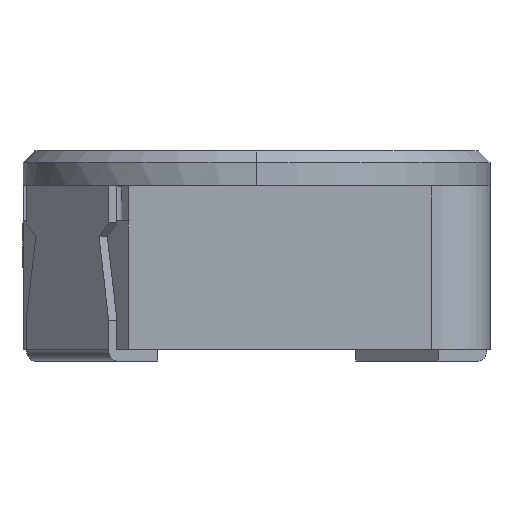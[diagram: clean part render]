
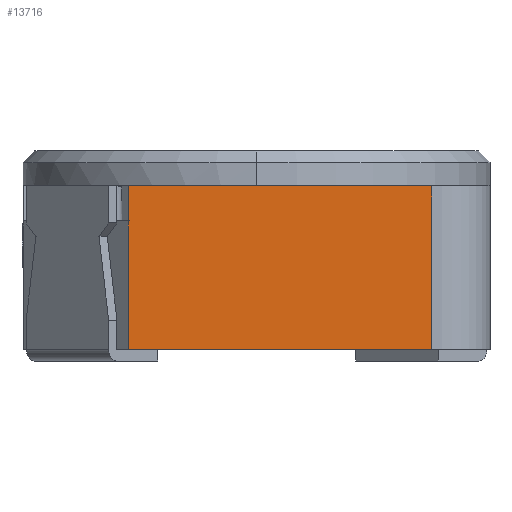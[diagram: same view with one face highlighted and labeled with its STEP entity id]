
A CAD part, left-side view. The second image highlights one B-rep face of the part: STEP entity #13716.
In plain terms, the highlighted planar face has unit normal (-1, 0, 0).
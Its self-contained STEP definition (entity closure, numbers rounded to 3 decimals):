
#1130 = VERTEX_POINT ( 'NONE', #11354 ) ;
#1245 = VECTOR ( 'NONE', #14858, 1000. ) ;
#1349 = VECTOR ( 'NONE', #18734, 1000. ) ;
#1638 = LINE ( 'NONE', #6254, #11560 ) ;
#2069 = ORIENTED_EDGE ( 'NONE', *, *, #5016, .F. ) ;
#2104 = CARTESIAN_POINT ( 'NONE',  ( -2., 2., 1.4 ) ) ;
#2192 = PLANE ( 'NONE',  #5519 ) ;
#2621 = EDGE_CURVE ( 'NONE', #1130, #3414, #19599, .T. ) ;
#2936 = EDGE_CURVE ( 'NONE', #3414, #10052, #6393, .T. ) ;
#3414 = VERTEX_POINT ( 'NONE', #9339 ) ;
#4033 = CARTESIAN_POINT ( 'NONE',  ( -2., 1.1, 1.4 ) ) ;
#4071 = CARTESIAN_POINT ( 'NONE',  ( -2., 1.1, 1.4 ) ) ;
#4409 = EDGE_LOOP ( 'NONE', ( #10462, #16835, #14951, #2069, #5436, #14065 ) ) ;
#4431 = CARTESIAN_POINT ( 'NONE',  ( -2., 1.1, 1.4 ) ) ;
#5016 = EDGE_CURVE ( 'NONE', #14609, #16858, #9840, .T. ) ;
#5436 = ORIENTED_EDGE ( 'NONE', *, *, #11814, .T. ) ;
#5519 = AXIS2_PLACEMENT_3D ( 'NONE', #11454, #14685, #11554 ) ;
#5576 = LINE ( 'NONE', #13263, #6773 ) ;
#6245 = CARTESIAN_POINT ( 'NONE',  ( -2., -1.5, 1.4 ) ) ;
#6254 = CARTESIAN_POINT ( 'NONE',  ( -2., 2., 1.4 ) ) ;
#6393 = LINE ( 'NONE', #12569, #1349 ) ;
#6773 = VECTOR ( 'NONE', #11439, 1000. ) ;
#7169 = CARTESIAN_POINT ( 'NONE',  ( -2., 0., 1.4 ) ) ;
#7887 = VERTEX_POINT ( 'NONE', #6245 ) ;
#8568 = EDGE_CURVE ( 'NONE', #10052, #7887, #5576, .T. ) ;
#9339 = CARTESIAN_POINT ( 'NONE',  ( -2., 1.1, 0. ) ) ;
#9840 = LINE ( 'NONE', #2104, #10661 ) ;
#10052 = VERTEX_POINT ( 'NONE', #15938 ) ;
#10462 = ORIENTED_EDGE ( 'NONE', *, *, #2936, .T. ) ;
#10661 = VECTOR ( 'NONE', #11372, 1000. ) ;
#11354 = CARTESIAN_POINT ( 'NONE',  ( -2., 1.1, 1.1 ) ) ;
#11372 = DIRECTION ( 'NONE',  ( 0., -1., 0. ) ) ;
#11439 = DIRECTION ( 'NONE',  ( 0., 0., 1. ) ) ;
#11454 = CARTESIAN_POINT ( 'NONE',  ( -2., 2., 1.4 ) ) ;
#11554 = DIRECTION ( 'NONE',  ( 0., 1., 0. ) ) ;
#11560 = VECTOR ( 'NONE', #12727, 1000. ) ;
#11814 = EDGE_CURVE ( 'NONE', #14609, #1130, #14720, .T. ) ;
#11888 = DIRECTION ( 'NONE',  ( 0., 0., -1. ) ) ;
#12569 = CARTESIAN_POINT ( 'NONE',  ( -2., 2., 0. ) ) ;
#12727 = DIRECTION ( 'NONE',  ( 0., -1., 0. ) ) ;
#13263 = CARTESIAN_POINT ( 'NONE',  ( -2., -1.5, 1.4 ) ) ;
#13716 = ADVANCED_FACE ( 'NONE', ( #15915 ), #2192, .F. ) ;
#14065 = ORIENTED_EDGE ( 'NONE', *, *, #2621, .T. ) ;
#14609 = VERTEX_POINT ( 'NONE', #4071 ) ;
#14685 = DIRECTION ( 'NONE',  ( 1., 0., 0. ) ) ;
#14720 = LINE ( 'NONE', #4033, #15274 ) ;
#14858 = DIRECTION ( 'NONE',  ( 0., 0., -1. ) ) ;
#14951 = ORIENTED_EDGE ( 'NONE', *, *, #17085, .F. ) ;
#15274 = VECTOR ( 'NONE', #11888, 1000. ) ;
#15915 = FACE_OUTER_BOUND ( 'NONE', #4409, .T. ) ;
#15938 = CARTESIAN_POINT ( 'NONE',  ( -2., -1.5, 0. ) ) ;
#16835 = ORIENTED_EDGE ( 'NONE', *, *, #8568, .T. ) ;
#16858 = VERTEX_POINT ( 'NONE', #7169 ) ;
#17085 = EDGE_CURVE ( 'NONE', #16858, #7887, #1638, .T. ) ;
#18734 = DIRECTION ( 'NONE',  ( 0., -1., 0. ) ) ;
#19599 = LINE ( 'NONE', #4431, #1245 ) ;
